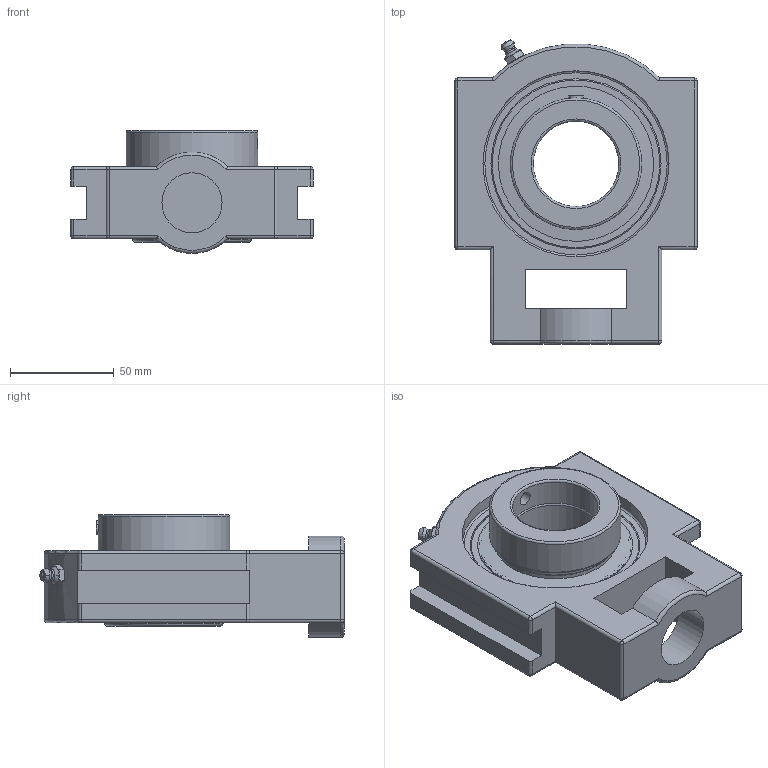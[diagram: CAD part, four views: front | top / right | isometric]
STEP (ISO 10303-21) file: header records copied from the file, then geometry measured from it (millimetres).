
FILE_DESCRIPTION(('HOOPS Exchange Step'),'2;1');
FILE_NAME('export-03D140F0-4B7A-4617-8C89-1BA83FD9600B.stp','2019-12-18T08:22:09-08:00',('ibuslach'),('Alibre'),'HOOPS Exchange 2019.2','Alibre','Unknown authorisation');
FILE_SCHEMA( ('AP242_MANAGED_MODEL_BASED_3D_ENGINEERING_MIM_LF {1 0 10303 442 1 1 4 }') );
Length unit declared in the file: centimetre
Products named in the file (8): MRN ST 209; UCP ZERK 6mm; SNC 209-26 RACES; SNC 209 SHIELD; SNC 209-26 COLLAR; SNC 207 SS; MRN SNC 209-26; MRN SNCT 209-26
Assembly tree (8 placements, depth 3):
  MRN SNCT 209-26
    MRN ST 209
    UCP ZERK 6mm
    MRN SNC 209-26
      SNC 209-26 RACES
      SNC 209 SHIELD  x2
      SNC 209-26 COLLAR
      SNC 207 SS
Bounding box: 117 x 146.86 x 59.39 mm (x, y, z)
Volume: 342703.4 mm3; surface area: 99090.9 mm2
Topology: 8 solids, 8 shells, 200 faces, 515 edges, 314 vertices
Faces by surface type: cylinder 73, plane 62, torus 22, sphere 21, cone 18, bspline 4
Full cylindrical faces by diameter (mm): 2.26 x2, 6 x2, 6.782 x3, 29 x1, 41.275 x2, 50.292 x2, 57.15 x4, 57.912 x2, 63.5 x1, 71.381 x2, 74.93 x2, 89.839 x2
Entity records: 8794 total; most frequent: CARTESIAN_POINT 3873, DIRECTION 1067, ORIENTED_EDGE 952, EDGE_CURVE 476, AXIS2_PLACEMENT_3D 434, VERTEX_POINT 300, EDGE_LOOP 218, FACE_BOUND 218
